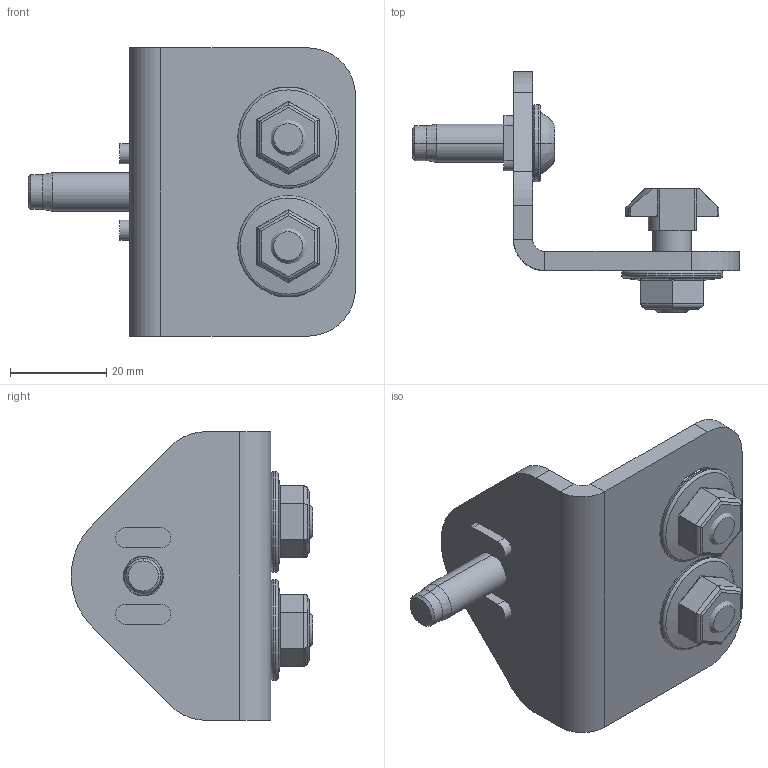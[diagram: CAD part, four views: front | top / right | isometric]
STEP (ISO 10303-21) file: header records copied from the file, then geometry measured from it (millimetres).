
FILE_DESCRIPTION(/* description */ (''),/* implementation_level */ '2;1');
FILE_NAME(/* name */ '13299_KriTec_Haltewinkel_mit_Verbindersatz_fuer_Rundrohr_D28.stp',/* time_stamp */ '2016-06-24T10:51:39+02:00',/* author */ ('kostic'),/* organization */ (''),/* preprocessor_version */ 'ST-DEVELOPER v16.1',/* originating_system */ 'Autodesk Inventor 2016',/* authorisation */ '');
FILE_SCHEMA (('AUTOMOTIVE_DESIGN { 1 0 10303 214 3 1 1 }'));
Length unit declared in the file: millimetre
Products named in the file (5): 13299a_KriTec Haltewinkel für Rundrohr D28; 11029_KriTec_Flanschmutter M8 Ø21mm verzinkt ähnlich DIN 6923; 13299b_KriTec Linsenflanschschraube M8x25 selbstschneidend; 81067_KriTec_Hammerschraube_10_Steghoehe_3mm_M8x20_St_verzinkt; 13299_KriTec_Haltewinkel_mit_Verbindersatz_fuer_Rundrohr_D28
Assembly tree (6 placements, depth 2):
  13299_KriTec_Haltewinkel_mit_Verbindersatz_fuer_Rundrohr_D28
    13299a_KriTec Haltewinkel für Rundrohr D28
    11029_KriTec_Flanschmutter M8 Ø21mm verzinkt ähnlich DIN 6923  x2
    13299b_KriTec Linsenflanschschraube M8x25 selbstschneidend
    81067_KriTec_Hammerschraube_10_Steghoehe_3mm_M8x20_St_verzinkt  x2
Bounding box: 68.01 x 50.14 x 60 mm (x, y, z)
Volume: 23483 mm3; surface area: 15227.6 mm2
Topology: 6 solids, 6 shells, 372 faces, 971 edges, 620 vertices
Faces by surface type: plane 244, cylinder 86, bspline 16, cone 16, torus 10
Full cylindrical faces by diameter (mm): 6.647 x2, 8 x2, 21 x2
Entity records: 9544 total; most frequent: CARTESIAN_POINT 2561, ORIENTED_EDGE 1460, DIRECTION 1429, EDGE_CURVE 730, AXIS2_PLACEMENT_3D 540, VERTEX_POINT 472, LINE 349, VECTOR 349
